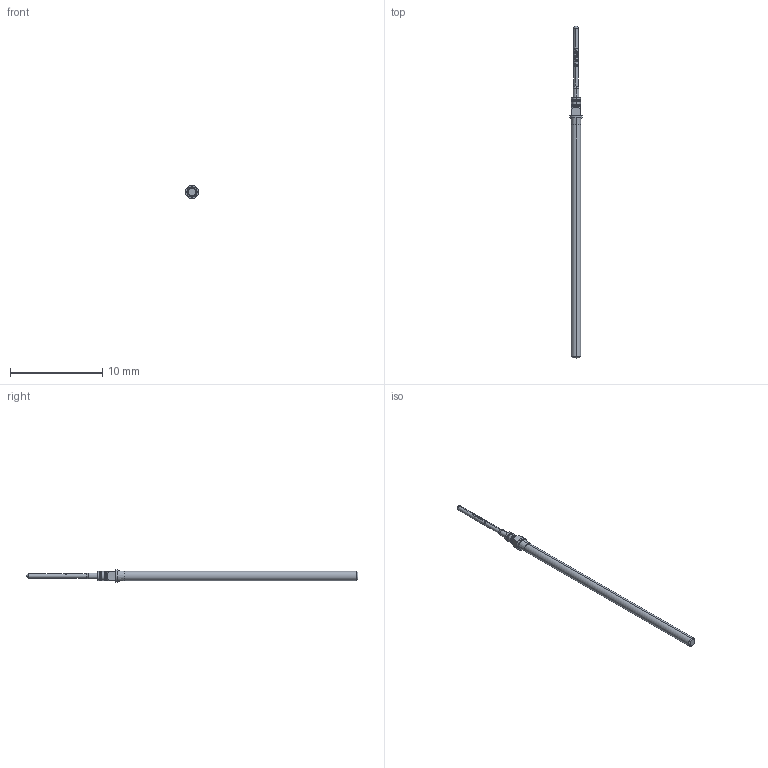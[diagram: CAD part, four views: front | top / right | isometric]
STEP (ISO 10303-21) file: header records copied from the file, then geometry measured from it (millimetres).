
FILE_DESCRIPTION (( 'STEP AP203' ), '1' );
FILE_NAME ('INGUN_GKS-075_305_056_A_xx02_M.STEP', '2025-03-14T08:05:09', ( '' ), ( '' ), 'SwSTEP 2.0', 'SolidWorks 2023', '' );
FILE_SCHEMA (( 'CONFIG_CONTROL_DESIGN' ));
Length unit declared in the file: millimetre
Products named in the file (1): INGUN_GKS-075_305_056_A_xx02_M
Bounding box: 1.4 x 35.9 x 1.4 mm (x, y, z)
Volume: 24.1 mm3; surface area: 104.5 mm2
Topology: 1 solids, 1 shells, 107 faces, 285 edges, 181 vertices
Faces by surface type: bspline 48, cylinder 24, plane 15, torus 10, cone 8, sphere 2
Entity records: 4697 total; most frequent: CARTESIAN_POINT 2423, ORIENTED_EDGE 566, EDGE_CURVE 283, DIRECTION 283, VERTEX_POINT 181, B_SPLINE_CURVE_WITH_KNOTS 180, AXIS2_PLACEMENT_3D 120, EDGE_LOOP 110
